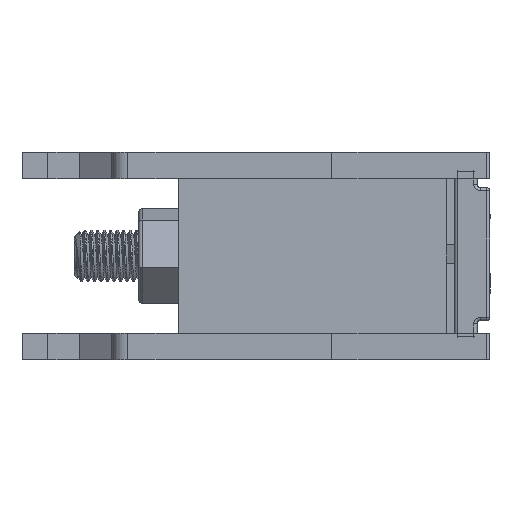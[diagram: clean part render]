
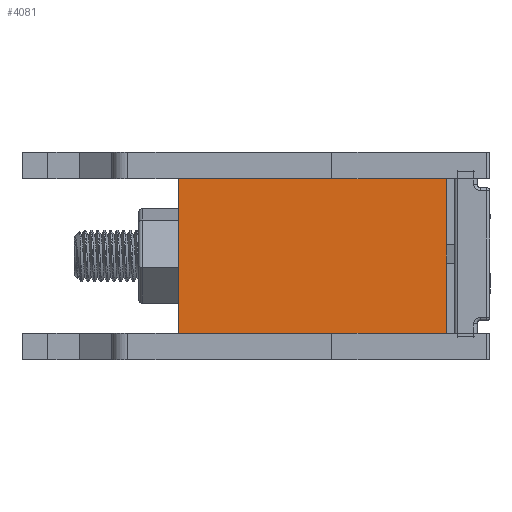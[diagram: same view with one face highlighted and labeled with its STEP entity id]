
A CAD part, left-side view. The second image highlights one B-rep face of the part: STEP entity #4081.
In plain terms, the highlighted planar face has unit normal (-1, 0, 0).
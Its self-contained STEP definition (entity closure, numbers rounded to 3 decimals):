
#4081 = ADVANCED_FACE( '', ( #8698 ), #8699, .F. );
#8698 = FACE_OUTER_BOUND( '', #23610, .T. );
#8699 = PLANE( '', #23611 );
#23610 = EDGE_LOOP( '', ( #31501, #31502, #31503, #31504 ) );
#23611 = AXIS2_PLACEMENT_3D( '', #31505, #31506, #31507 );
#31501 = ORIENTED_EDGE( '', *, *, #34044, .F. );
#31502 = ORIENTED_EDGE( '', *, *, #34045, .T. );
#31503 = ORIENTED_EDGE( '', *, *, #33909, .F. );
#31504 = ORIENTED_EDGE( '', *, *, #33809, .T. );
#31505 = CARTESIAN_POINT( '', ( -54.156, 0., 0. ) );
#31506 = DIRECTION( '', ( 1., 0., 0. ) );
#31507 = DIRECTION( '', ( 0., 0., -1. ) );
#33809 = EDGE_CURVE( '', #34633, #34631, #34634, .T. );
#33909 = EDGE_CURVE( '', #34633, #34756, #34759, .T. );
#34044 = EDGE_CURVE( '', #34910, #34631, #34911, .T. );
#34045 = EDGE_CURVE( '', #34910, #34756, #34912, .T. );
#34631 = VERTEX_POINT( '', #35586 );
#34633 = VERTEX_POINT( '', #35589 );
#34634 = LINE( '', #35590, #35591 );
#34756 = VERTEX_POINT( '', #35744 );
#34759 = LINE( '', #35749, #35750 );
#34910 = VERTEX_POINT( '', #35938 );
#34911 = LINE( '', #35939, #35940 );
#34912 = LINE( '', #35941, #35942 );
#35586 = CARTESIAN_POINT( '', ( -54.156, -37.7, -18. ) );
#35589 = CARTESIAN_POINT( '', ( -54.156, 3.75, -18. ) );
#35590 = CARTESIAN_POINT( '', ( -54.156, 0., -18. ) );
#35591 = VECTOR( '', #36303, 1000. );
#35744 = CARTESIAN_POINT( '', ( -54.156, 3.75, 6. ) );
#35749 = CARTESIAN_POINT( '', ( -54.156, 3.75, -19.5 ) );
#35750 = VECTOR( '', #36361, 1000. );
#35938 = CARTESIAN_POINT( '', ( -54.156, -37.7, 6. ) );
#35939 = CARTESIAN_POINT( '', ( -54.156, -37.7, 7.5 ) );
#35940 = VECTOR( '', #36420, 1000. );
#35941 = CARTESIAN_POINT( '', ( -54.156, 0., 6. ) );
#35942 = VECTOR( '', #36421, 1000. );
#36303 = DIRECTION( '', ( 0., -1., 0. ) );
#36361 = DIRECTION( '', ( 0., 0., 1. ) );
#36420 = DIRECTION( '', ( 0., 0., -1. ) );
#36421 = DIRECTION( '', ( 0., 1., 0. ) );
